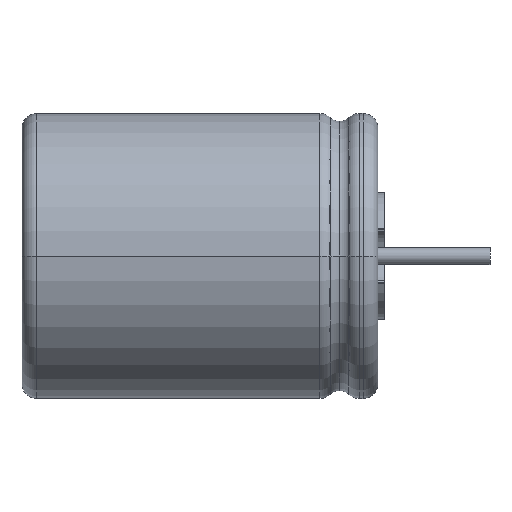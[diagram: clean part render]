
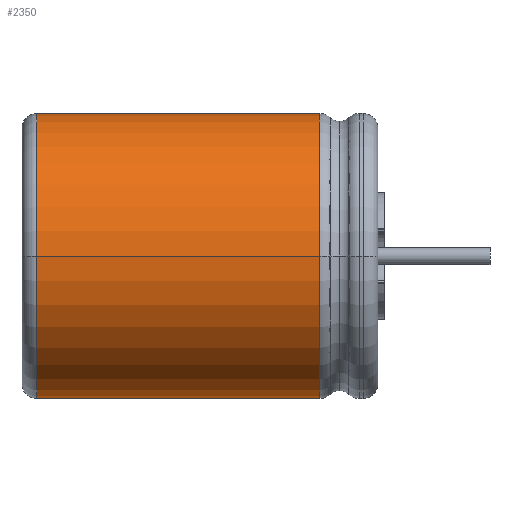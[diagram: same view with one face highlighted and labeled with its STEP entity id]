
A CAD part, left-side view. The second image highlights one B-rep face of the part: STEP entity #2350.
In plain terms, the highlighted cylindrical face has radius 5.025 mm (diameter 10.051 mm), a partial arc.
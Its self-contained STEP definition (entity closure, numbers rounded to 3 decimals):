
#628 = LINE ( 'NONE', #682, #681 ) ;
#680 = DIRECTION ( 'NONE',  ( 0., 1., 0. ) ) ;
#681 = VECTOR ( 'NONE', #680, 1000. ) ;
#682 = CARTESIAN_POINT ( 'NONE',  ( 0., 12.922, -5.025 ) ) ;
#684 = DIRECTION ( 'NONE',  ( 1., 0., 0. ) ) ;
#685 = DIRECTION ( 'NONE',  ( 0., -1., 0. ) ) ;
#686 = CARTESIAN_POINT ( 'NONE',  ( 0., 2.52, 0. ) ) ;
#687 = AXIS2_PLACEMENT_3D ( 'NONE', #686, #685, #684 ) ;
#688 = CIRCLE ( 'NONE', #687, 5.025 ) ;
#918 = DIRECTION ( 'NONE',  ( 0., 1., 0. ) ) ;
#919 = CARTESIAN_POINT ( 'NONE',  ( 0., 12.922, 0. ) ) ;
#920 = AXIS2_PLACEMENT_3D ( 'NONE', #919, #918, #973 ) ;
#921 = CIRCLE ( 'NONE', #972, 5.025 ) ;
#922 = CYLINDRICAL_SURFACE ( 'NONE', #920, 5.025 ) ;
#937 = FACE_OUTER_BOUND ( 'NONE', #2267, .T. ) ;
#944 = CARTESIAN_POINT ( 'NONE',  ( 0., 2.52, 5.025 ) ) ;
#967 = CARTESIAN_POINT ( 'NONE',  ( 0., 12.5, -5.025 ) ) ;
#968 = CARTESIAN_POINT ( 'NONE',  ( 0., 12.5, 5.025 ) ) ;
#969 = DIRECTION ( 'NONE',  ( 1., 0., 0. ) ) ;
#970 = DIRECTION ( 'NONE',  ( 0., -1., 0. ) ) ;
#971 = CARTESIAN_POINT ( 'NONE',  ( 0., 12.5, 0. ) ) ;
#972 = AXIS2_PLACEMENT_3D ( 'NONE', #971, #970, #969 ) ;
#973 = DIRECTION ( 'NONE',  ( 1., 0., 0. ) ) ;
#994 = DIRECTION ( 'NONE',  ( 0., -1., 0. ) ) ;
#995 = VECTOR ( 'NONE', #994, 1000. ) ;
#996 = CARTESIAN_POINT ( 'NONE',  ( 0., 12.922, 5.025 ) ) ;
#997 = LINE ( 'NONE', #996, #995 ) ;
#1033 = CARTESIAN_POINT ( 'NONE',  ( 0., 2.52, -5.025 ) ) ;
#2253 = EDGE_CURVE ( 'NONE', #2346, #2373, #688, .T. ) ;
#2256 = ORIENTED_EDGE ( 'NONE', *, *, #2257, .F. ) ;
#2257 = EDGE_CURVE ( 'NONE', #2373, #2355, #628, .T. ) ;
#2258 = ORIENTED_EDGE ( 'NONE', *, *, #2253, .F. ) ;
#2267 = EDGE_LOOP ( 'NONE', ( #2352, #2256, #2258, #2367 ) ) ;
#2346 = VERTEX_POINT ( 'NONE', #944 ) ;
#2350 = ADVANCED_FACE ( 'NONE', ( #937 ), #922, .T. ) ;
#2352 = ORIENTED_EDGE ( 'NONE', *, *, #2353, .T. ) ;
#2353 = EDGE_CURVE ( 'NONE', #2354, #2355, #921, .T. ) ;
#2354 = VERTEX_POINT ( 'NONE', #968 ) ;
#2355 = VERTEX_POINT ( 'NONE', #967 ) ;
#2367 = ORIENTED_EDGE ( 'NONE', *, *, #2368, .F. ) ;
#2368 = EDGE_CURVE ( 'NONE', #2354, #2346, #997, .T. ) ;
#2373 = VERTEX_POINT ( 'NONE', #1033 ) ;
